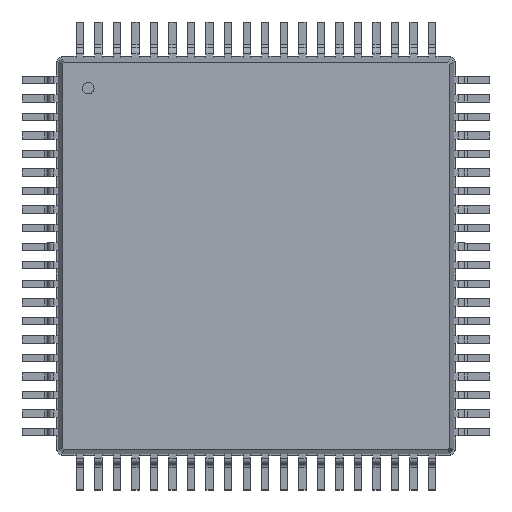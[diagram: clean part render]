
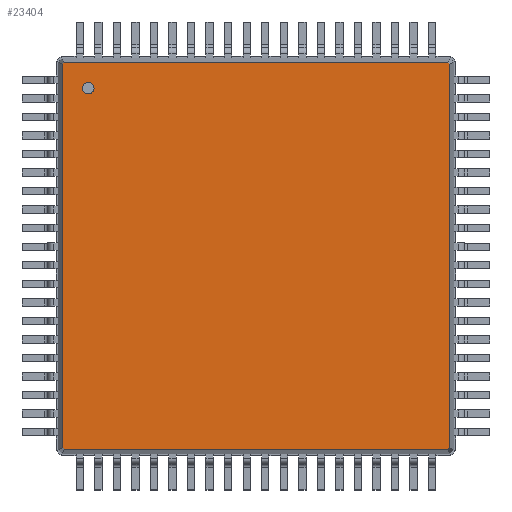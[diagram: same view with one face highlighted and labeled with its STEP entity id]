
A CAD part, top view. The second image highlights one B-rep face of the part: STEP entity #23404.
In plain terms, the highlighted planar face has unit normal (0, 0, 1).
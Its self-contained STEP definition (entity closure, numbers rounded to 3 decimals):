
#13=DIRECTION('',(0.,0.,1.));
#27=VECTOR('',#28,1.);
#28=DIRECTION('',(1.,0.,0.));
#34=VECTOR('',#35,1.);
#35=DIRECTION('',(0.,-1.,0.));
#118=VECTOR('',#119,1.);
#119=DIRECTION('',(0.707,0.707,0.));
#125=VECTOR('',#126,1.);
#126=DIRECTION('',(0.,1.,0.));
#132=VECTOR('',#133,1.);
#133=DIRECTION('',(-0.707,0.707,0.));
#139=VECTOR('',#140,1.);
#140=DIRECTION('',(-1.,0.,0.));
#146=VECTOR('',#147,1.);
#147=DIRECTION('',(-0.707,-0.707,0.));
#156=VECTOR('',#157,1.);
#157=DIRECTION('',(0.707,-0.707,0.));
#15995=VERTEX_POINT('',#15996);
#15996=CARTESIAN_POINT('',(6.713,6.776,1.6));
#15998=ORIENTED_EDGE('',*,*,#15999,.F.);
#15999=EDGE_CURVE('',#16000,#15995,#16002,.T.);
#16000=VERTEX_POINT('',#16001);
#16001=CARTESIAN_POINT('',(-6.713,6.776,1.6));
#16002=LINE('',#16001,#27);
#17793=ORIENTED_EDGE('',*,*,#17794,.F.);
#17794=EDGE_CURVE('',#17795,#16000,#17797,.T.);
#17795=VERTEX_POINT('',#17796);
#17796=CARTESIAN_POINT('',(-6.776,6.713,1.6));
#17797=LINE('',#17796,#118);
#17808=VERTEX_POINT('',#17809);
#17809=CARTESIAN_POINT('',(6.776,6.713,1.6));
#17811=ORIENTED_EDGE('',*,*,#17812,.F.);
#17812=EDGE_CURVE('',#15995,#17808,#17813,.T.);
#17813=LINE('',#15996,#156);
#17881=ORIENTED_EDGE('',*,*,#17882,.F.);
#17882=EDGE_CURVE('',#17883,#17795,#17885,.T.);
#17883=VERTEX_POINT('',#17884);
#17884=CARTESIAN_POINT('',(-6.776,-6.713,1.6));
#17885=LINE('',#17884,#125);
#19737=VERTEX_POINT('',#19738);
#19738=CARTESIAN_POINT('',(6.776,-6.713,1.6));
#19740=ORIENTED_EDGE('',*,*,#19741,.F.);
#19741=EDGE_CURVE('',#17808,#19737,#19742,.T.);
#19742=LINE('',#17809,#34);
#21530=ORIENTED_EDGE('',*,*,#21531,.F.);
#21531=EDGE_CURVE('',#21532,#17883,#21534,.T.);
#21532=VERTEX_POINT('',#21533);
#21533=CARTESIAN_POINT('',(-6.713,-6.776,1.6));
#21534=LINE('',#21533,#132);
#21545=VERTEX_POINT('',#21546);
#21546=CARTESIAN_POINT('',(6.713,-6.776,1.6));
#21548=ORIENTED_EDGE('',*,*,#21549,.F.);
#21549=EDGE_CURVE('',#19737,#21545,#21550,.T.);
#21550=LINE('',#19738,#146);
#21618=ORIENTED_EDGE('',*,*,#21619,.F.);
#21619=EDGE_CURVE('',#21545,#21532,#21620,.T.);
#21620=LINE('',#21546,#139);
#23404=ADVANCED_FACE('',(#23405,#23407),#23416,.T.);
#23405=FACE_BOUND('',#23406,.T.);
#23406=EDGE_LOOP('',(#15998,#17793,#17881,#21530,#21618,#21548,#19740,#17811));
#23407=FACE_BOUND('',#23408,.T.);
#23408=EDGE_LOOP('',(#23409));
#23409=ORIENTED_EDGE('',*,*,#23410,.F.);
#23410=EDGE_CURVE('',#23411,#23411,#23413,.T.);
#23411=VERTEX_POINT('',#23412);
#23412=CARTESIAN_POINT('',(-5.876,5.676,1.6));
#23413=CIRCLE('',#23414,0.2);
#23414=AXIS2_PLACEMENT_3D('',#23415,#13,#35);
#23415=CARTESIAN_POINT('',(-5.876,5.876,1.6));
#23416=PLANE('',#23417);
#23417=AXIS2_PLACEMENT_3D('',#16001,#13,#23418);
#23418=DIRECTION('',(0.704,-0.71,0.));
